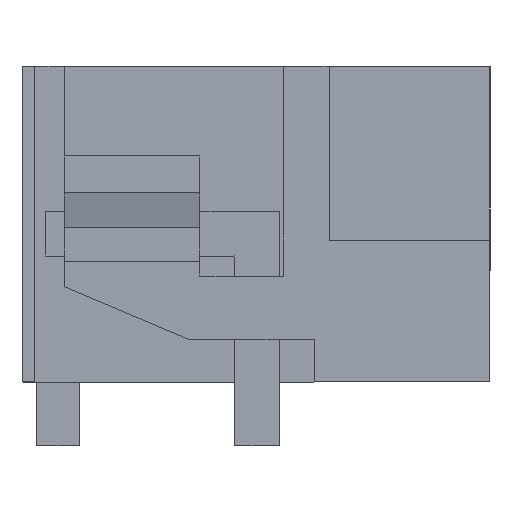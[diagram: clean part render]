
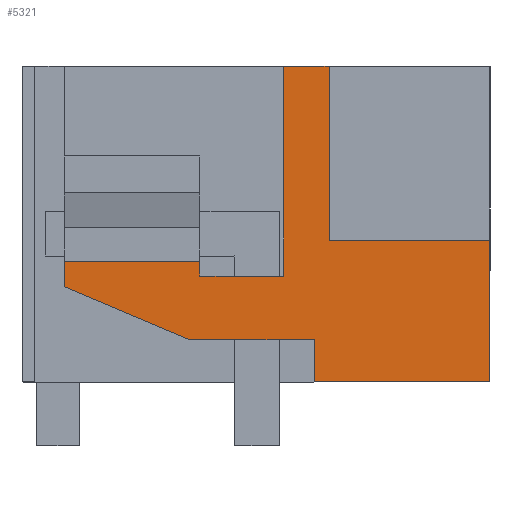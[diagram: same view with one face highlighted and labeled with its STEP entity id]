
A CAD part, left-side view. The second image highlights one B-rep face of the part: STEP entity #5321.
In plain terms, the highlighted planar face has unit normal (-1, 0, 0).
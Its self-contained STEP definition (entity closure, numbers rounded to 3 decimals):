
#5247=AXIS2_PLACEMENT_3D('Plane Axis2P3D',#5244,#5245,#5246) ;
#2689=CARTESIAN_POINT('Vertex',(0.,4.875,8.95)) ;
#2692=CARTESIAN_POINT('Line Origine',(0.,4.338,8.95)) ;
#2696=CARTESIAN_POINT('Vertex',(0.,3.8,8.95)) ;
#3309=CARTESIAN_POINT('Vertex',(0.,0.,1.5)) ;
#3312=CARTESIAN_POINT('Line Origine',(0.,2.075,1.5)) ;
#3316=CARTESIAN_POINT('Vertex',(0.,4.15,1.5)) ;
#5050=CARTESIAN_POINT('Vertex',(0.,10.05,3.75)) ;
#5053=CARTESIAN_POINT('Line Origine',(0.,10.05,4.05)) ;
#5057=CARTESIAN_POINT('Vertex',(0.,10.05,4.35)) ;
#5229=CARTESIAN_POINT('Vertex',(0.,4.875,4.)) ;
#5232=CARTESIAN_POINT('Line Origine',(0.,4.875,6.475)) ;
#5244=CARTESIAN_POINT('Axis2P3D Location',(0.,11.05,-1.7)) ;
#5249=CARTESIAN_POINT('Line Origine',(0.,5.863,4.)) ;
#5253=CARTESIAN_POINT('Vertex',(0.,6.85,4.)) ;
#5256=CARTESIAN_POINT('Line Origine',(0.,6.85,4.175)) ;
#5260=CARTESIAN_POINT('Vertex',(0.,6.85,4.35)) ;
#5263=CARTESIAN_POINT('Line Origine',(0.,8.45,4.35)) ;
#5268=CARTESIAN_POINT('Line Origine',(0.,8.571,3.123)) ;
#5272=CARTESIAN_POINT('Vertex',(0.,7.092,2.497)) ;
#5275=CARTESIAN_POINT('Line Origine',(0.,5.621,2.497)) ;
#5279=CARTESIAN_POINT('Vertex',(0.,4.15,2.497)) ;
#5282=CARTESIAN_POINT('Line Origine',(0.,4.15,1.998)) ;
#5287=CARTESIAN_POINT('Line Origine',(0.,0.,3.175)) ;
#5291=CARTESIAN_POINT('Vertex',(0.,0.,4.85)) ;
#5294=CARTESIAN_POINT('Line Origine',(0.,1.9,4.85)) ;
#5298=CARTESIAN_POINT('Vertex',(0.,3.8,4.85)) ;
#5301=CARTESIAN_POINT('Line Origine',(0.,3.8,6.9)) ;
#2693=DIRECTION('Vector Direction',(0.,-1.,0.)) ;
#3313=DIRECTION('Vector Direction',(0.,1.,0.)) ;
#5054=DIRECTION('Vector Direction',(0.,0.,-1.)) ;
#5233=DIRECTION('Vector Direction',(0.,0.,1.)) ;
#5245=DIRECTION('Axis2P3D Direction',(-1.,0.,0.)) ;
#5246=DIRECTION('Axis2P3D XDirection',(0.,-1.,0.)) ;
#5250=DIRECTION('Vector Direction',(0.,1.,0.)) ;
#5257=DIRECTION('Vector Direction',(0.,0.,1.)) ;
#5264=DIRECTION('Vector Direction',(0.,1.,0.)) ;
#5269=DIRECTION('Vector Direction',(0.,0.921,0.39)) ;
#5276=DIRECTION('Vector Direction',(0.,-1.,0.)) ;
#5283=DIRECTION('Vector Direction',(0.,0.,-1.)) ;
#5288=DIRECTION('Vector Direction',(0.,0.,-1.)) ;
#5295=DIRECTION('Vector Direction',(0.,1.,0.)) ;
#5302=DIRECTION('Vector Direction',(0.,0.,-1.)) ;
#2694=VECTOR('Line Direction',#2693,1.) ;
#3314=VECTOR('Line Direction',#3313,1.) ;
#5055=VECTOR('Line Direction',#5054,1.) ;
#5234=VECTOR('Line Direction',#5233,1.) ;
#5251=VECTOR('Line Direction',#5250,1.) ;
#5258=VECTOR('Line Direction',#5257,1.) ;
#5265=VECTOR('Line Direction',#5264,1.) ;
#5270=VECTOR('Line Direction',#5269,1.) ;
#5277=VECTOR('Line Direction',#5276,1.) ;
#5284=VECTOR('Line Direction',#5283,1.) ;
#5289=VECTOR('Line Direction',#5288,1.) ;
#5296=VECTOR('Line Direction',#5295,1.) ;
#5303=VECTOR('Line Direction',#5302,1.) ;
#5307=ORIENTED_EDGE('',*,*,#2698,.T.) ;
#5308=ORIENTED_EDGE('',*,*,#5236,.T.) ;
#5309=ORIENTED_EDGE('',*,*,#5255,.T.) ;
#5310=ORIENTED_EDGE('',*,*,#5262,.T.) ;
#5311=ORIENTED_EDGE('',*,*,#5267,.T.) ;
#5312=ORIENTED_EDGE('',*,*,#5059,.T.) ;
#5313=ORIENTED_EDGE('',*,*,#5274,.T.) ;
#5314=ORIENTED_EDGE('',*,*,#5281,.T.) ;
#5315=ORIENTED_EDGE('',*,*,#5286,.T.) ;
#5316=ORIENTED_EDGE('',*,*,#3318,.T.) ;
#5317=ORIENTED_EDGE('',*,*,#5293,.T.) ;
#5318=ORIENTED_EDGE('',*,*,#5300,.F.) ;
#5319=ORIENTED_EDGE('',*,*,#5305,.F.) ;
#5321=ADVANCED_FACE('HOUSING',(#5320),#5248,.T.) ;
#2698=EDGE_CURVE('',#2697,#2690,#2695,.F.) ;
#3318=EDGE_CURVE('',#3317,#3310,#3315,.F.) ;
#5059=EDGE_CURVE('',#5058,#5051,#5056,.T.) ;
#5236=EDGE_CURVE('',#2690,#5230,#5235,.F.) ;
#5255=EDGE_CURVE('',#5230,#5254,#5252,.T.) ;
#5262=EDGE_CURVE('',#5254,#5261,#5259,.T.) ;
#5267=EDGE_CURVE('',#5261,#5058,#5266,.T.) ;
#5274=EDGE_CURVE('',#5051,#5273,#5271,.F.) ;
#5281=EDGE_CURVE('',#5273,#5280,#5278,.T.) ;
#5286=EDGE_CURVE('',#5280,#3317,#5285,.T.) ;
#5293=EDGE_CURVE('',#3310,#5292,#5290,.F.) ;
#5300=EDGE_CURVE('',#5299,#5292,#5297,.F.) ;
#5305=EDGE_CURVE('',#2697,#5299,#5304,.T.) ;
#5306=EDGE_LOOP('',(#5307,#5308,#5309,#5310,#5311,#5312,#5313,#5314,#5315,#5316,#5317,#5318,#5319)) ;
#5320=FACE_OUTER_BOUND('',#5306,.T.) ;
#2695=LINE('Line',#2692,#2694) ;
#3315=LINE('Line',#3312,#3314) ;
#5056=LINE('Line',#5053,#5055) ;
#5235=LINE('Line',#5232,#5234) ;
#5252=LINE('Line',#5249,#5251) ;
#5259=LINE('Line',#5256,#5258) ;
#5266=LINE('Line',#5263,#5265) ;
#5271=LINE('Line',#5268,#5270) ;
#5278=LINE('Line',#5275,#5277) ;
#5285=LINE('Line',#5282,#5284) ;
#5290=LINE('Line',#5287,#5289) ;
#5297=LINE('Line',#5294,#5296) ;
#5304=LINE('Line',#5301,#5303) ;
#5248=PLANE('',#5247) ;
#2690=VERTEX_POINT('',#2689) ;
#2697=VERTEX_POINT('',#2696) ;
#3310=VERTEX_POINT('',#3309) ;
#3317=VERTEX_POINT('',#3316) ;
#5051=VERTEX_POINT('',#5050) ;
#5058=VERTEX_POINT('',#5057) ;
#5230=VERTEX_POINT('',#5229) ;
#5254=VERTEX_POINT('',#5253) ;
#5261=VERTEX_POINT('',#5260) ;
#5273=VERTEX_POINT('',#5272) ;
#5280=VERTEX_POINT('',#5279) ;
#5292=VERTEX_POINT('',#5291) ;
#5299=VERTEX_POINT('',#5298) ;
